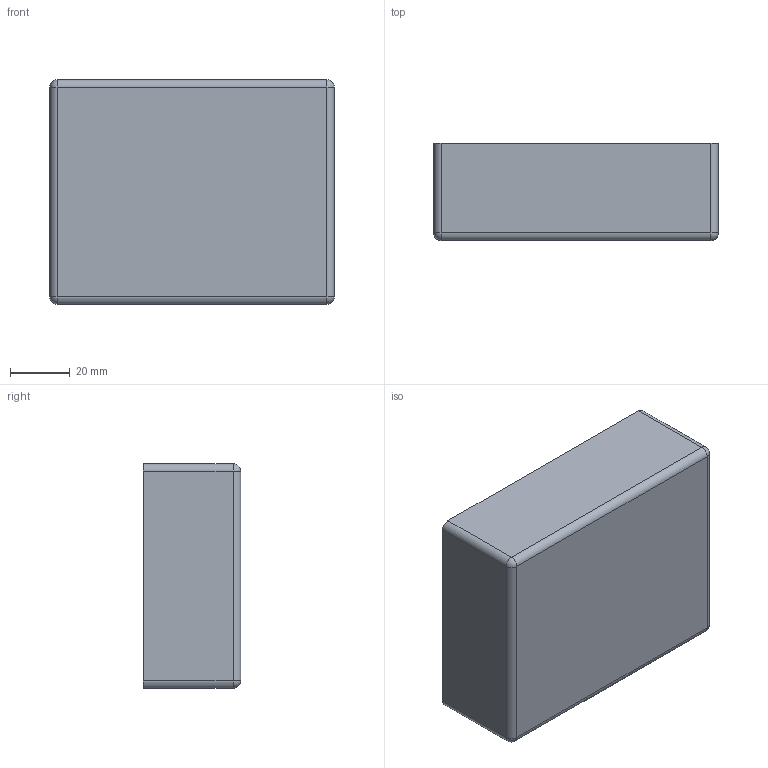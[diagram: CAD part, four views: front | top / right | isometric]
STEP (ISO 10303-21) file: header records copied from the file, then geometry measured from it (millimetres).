
FILE_DESCRIPTION (( 'STEP AP214' ), '1' );
FILE_NAME ('flash2pass_box.STEP', '2025-12-16T05:27:07', ( '' ), ( '' ), 'SwSTEP 2.0', 'SolidWorks 2026', '' );
FILE_SCHEMA (( 'AUTOMOTIVE_DESIGN' ));
Length unit declared in the file: millimetre
Products named in the file (1): flash2pass_box
Bounding box: 95 x 32.5 x 75 mm (x, y, z)
Volume: 40930.5 mm3; surface area: 34338.1 mm2
Topology: 1 solids, 1 shells, 51 faces, 112 edges, 68 vertices
Faces by surface type: cylinder 24, plane 23, sphere 4
Entity records: 1401 total; most frequent: DIRECTION 260, CARTESIAN_POINT 228, ORIENTED_EDGE 216, EDGE_CURVE 108, AXIS2_PLACEMENT_3D 100, VERTEX_POINT 68, EDGE_LOOP 62, LINE 60
